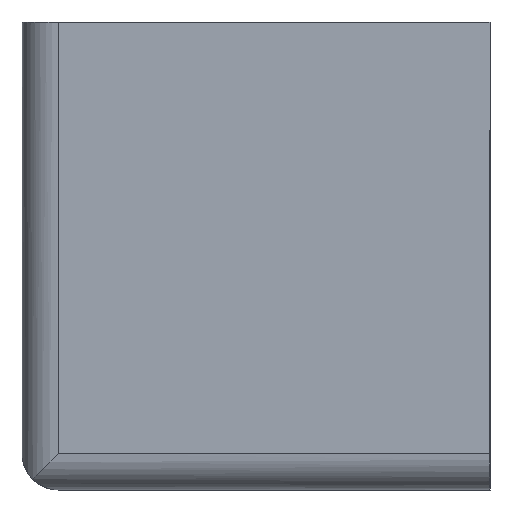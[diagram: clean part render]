
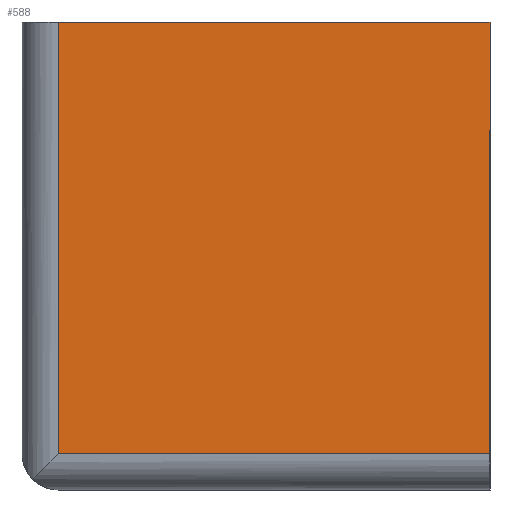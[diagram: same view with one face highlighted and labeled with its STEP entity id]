
A CAD part, front view. The second image highlights one B-rep face of the part: STEP entity #588.
In plain terms, the highlighted planar face has unit normal (0, -1, 0).
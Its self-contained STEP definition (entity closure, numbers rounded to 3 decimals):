
#39 = FACE_OUTER_BOUND ( 'NONE', #159, .T. ) ;
#87 = CARTESIAN_POINT ( 'NONE',  ( 3.5, 0., 3.5 ) ) ;
#115 = VECTOR ( 'NONE', #925, 1000. ) ;
#127 = VERTEX_POINT ( 'NONE', #414 ) ;
#148 = EDGE_CURVE ( 'NONE', #831, #382, #430, .T. ) ;
#159 = EDGE_LOOP ( 'NONE', ( #235, #522, #186, #329 ) ) ;
#186 = ORIENTED_EDGE ( 'NONE', *, *, #218, .F. ) ;
#218 = EDGE_CURVE ( 'NONE', #382, #753, #784, .T. ) ;
#235 = ORIENTED_EDGE ( 'NONE', *, *, #399, .T. ) ;
#267 = DIRECTION ( 'NONE',  ( 0., 0., 1. ) ) ;
#278 = CARTESIAN_POINT ( 'NONE',  ( 0., 0., 45. ) ) ;
#294 = VECTOR ( 'NONE', #432, 1000. ) ;
#324 = VECTOR ( 'NONE', #538, 1000. ) ;
#329 = ORIENTED_EDGE ( 'NONE', *, *, #148, .F. ) ;
#382 = VERTEX_POINT ( 'NONE', #87 ) ;
#399 = EDGE_CURVE ( 'NONE', #831, #127, #676, .T. ) ;
#414 = CARTESIAN_POINT ( 'NONE',  ( 45., 0., 45. ) ) ;
#426 = CARTESIAN_POINT ( 'NONE',  ( 0., 0., 45. ) ) ;
#430 = LINE ( 'NONE', #933, #115 ) ;
#432 = DIRECTION ( 'NONE',  ( 1., 0., 0. ) ) ;
#455 = LINE ( 'NONE', #426, #294 ) ;
#461 = CARTESIAN_POINT ( 'NONE',  ( 3.5, 0., 45. ) ) ;
#507 = VECTOR ( 'NONE', #267, 1000. ) ;
#515 = DIRECTION ( 'NONE',  ( 0., 1., 0. ) ) ;
#522 = ORIENTED_EDGE ( 'NONE', *, *, #573, .F. ) ;
#538 = DIRECTION ( 'NONE',  ( 0., 0., 1. ) ) ;
#573 = EDGE_CURVE ( 'NONE', #753, #127, #455, .T. ) ;
#585 = DIRECTION ( 'NONE',  ( 0., 0., 1. ) ) ;
#588 = ADVANCED_FACE ( 'NONE', ( #39 ), #873, .F. ) ;
#667 = CARTESIAN_POINT ( 'NONE',  ( 3.5, 0., 45. ) ) ;
#676 = LINE ( 'NONE', #927, #507 ) ;
#753 = VERTEX_POINT ( 'NONE', #667 ) ;
#763 = CARTESIAN_POINT ( 'NONE',  ( 45., 0., 3.5 ) ) ;
#779 = AXIS2_PLACEMENT_3D ( 'NONE', #278, #515, #585 ) ;
#784 = LINE ( 'NONE', #461, #324 ) ;
#831 = VERTEX_POINT ( 'NONE', #763 ) ;
#873 = PLANE ( 'NONE',  #779 ) ;
#925 = DIRECTION ( 'NONE',  ( -1., 0., 0. ) ) ;
#927 = CARTESIAN_POINT ( 'NONE',  ( 45., 0., 45. ) ) ;
#933 = CARTESIAN_POINT ( 'NONE',  ( 45., 0., 3.5 ) ) ;
